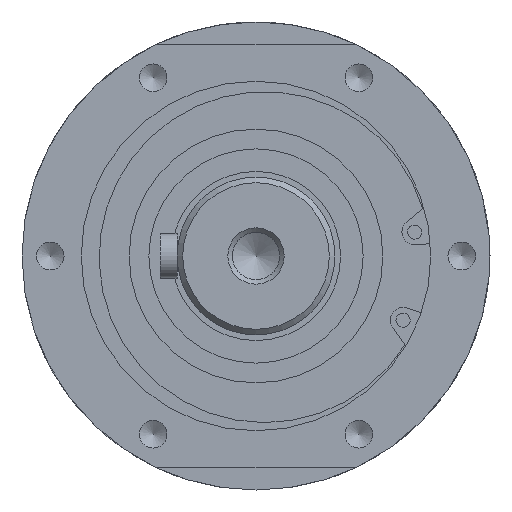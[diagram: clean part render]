
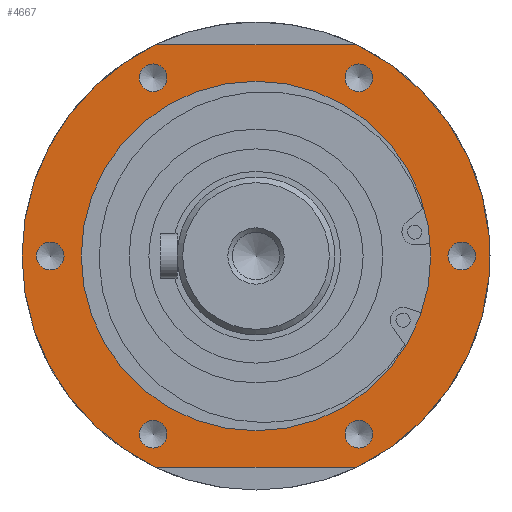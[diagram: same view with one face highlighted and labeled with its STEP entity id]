
A CAD part, left-side view. The second image highlights one B-rep face of the part: STEP entity #4667.
In plain terms, the highlighted planar face has unit normal (-1, 0, 0).
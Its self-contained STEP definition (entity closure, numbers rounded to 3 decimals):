
#1812=CARTESIAN_POINT('',(62.,17.776,37.5));
#1813=VERTEX_POINT('',#1812);
#1831=CARTESIAN_POINT('',(62.,-17.776,37.5));
#1832=VERTEX_POINT('',#1831);
#1839=CARTESIAN_POINT('',(62.,-17.776,-37.5));
#1840=VERTEX_POINT('',#1839);
#1841=CARTESIAN_POINT('',(62.,0.,0.0));
#1842=DIRECTION('',(1.0,0.0,0.0));
#1843=DIRECTION('',(0.0,1.0,0.0));
#1844=AXIS2_PLACEMENT_3D('',#1841,#1842,#1843);
#1845=CIRCLE('',#1844,41.5);
#1846=EDGE_CURVE('',#1832,#1840,#1845,.T.);
#1865=CARTESIAN_POINT('',(62.,17.776,-37.5));
#1866=VERTEX_POINT('',#1865);
#1873=CARTESIAN_POINT('',(62.,0.,0.0));
#1874=DIRECTION('',(1.0,0.0,0.0));
#1875=DIRECTION('',(0.0,1.0,0.0));
#1876=AXIS2_PLACEMENT_3D('',#1873,#1874,#1875);
#1877=CIRCLE('',#1876,41.5);
#1878=EDGE_CURVE('',#1866,#1813,#1877,.T.);
#1908=CARTESIAN_POINT('',(62.,20.379,-30.381));
#1909=VERTEX_POINT('',#1908);
#1910=CARTESIAN_POINT('',(62.,18.25,-31.61));
#1911=DIRECTION('',(1.0,0.,0.));
#1912=DIRECTION('',(0.,0.866,0.5));
#1913=AXIS2_PLACEMENT_3D('',#1910,#1911,#1912);
#1914=CIRCLE('',#1913,2.459);
#1915=EDGE_CURVE('',#1909,#1909,#1914,.T.);
#1945=CARTESIAN_POINT('',(62.,-16.121,-32.839));
#1946=VERTEX_POINT('',#1945);
#1947=CARTESIAN_POINT('',(62.,-18.25,-31.61));
#1948=DIRECTION('',(1.0,0.,0.));
#1949=DIRECTION('',(0.,0.866,-0.5));
#1950=AXIS2_PLACEMENT_3D('',#1947,#1948,#1949);
#1951=CIRCLE('',#1950,2.459);
#1952=EDGE_CURVE('',#1946,#1946,#1951,.T.);
#1982=CARTESIAN_POINT('',(62.,-36.5,-2.458));
#1983=VERTEX_POINT('',#1982);
#1984=CARTESIAN_POINT('',(62.,-36.5,0.));
#1985=DIRECTION('',(1.0,0.0,0.0));
#1986=DIRECTION('',(0.0,0.0,-1.0));
#1987=AXIS2_PLACEMENT_3D('',#1984,#1985,#1986);
#1988=CIRCLE('',#1987,2.459);
#1989=EDGE_CURVE('',#1983,#1983,#1988,.T.);
#2019=CARTESIAN_POINT('',(62.,-20.379,30.381));
#2020=VERTEX_POINT('',#2019);
#2021=CARTESIAN_POINT('',(62.,-18.25,31.61));
#2022=DIRECTION('',(1.0,0.,0.));
#2023=DIRECTION('',(0.,-0.866,-0.5));
#2024=AXIS2_PLACEMENT_3D('',#2021,#2022,#2023);
#2025=CIRCLE('',#2024,2.459);
#2026=EDGE_CURVE('',#2020,#2020,#2025,.T.);
#2056=CARTESIAN_POINT('',(62.,16.121,32.839));
#2057=VERTEX_POINT('',#2056);
#2058=CARTESIAN_POINT('',(62.,18.25,31.61));
#2059=DIRECTION('',(1.0,0.,0.));
#2060=DIRECTION('',(0.,-0.866,0.5));
#2061=AXIS2_PLACEMENT_3D('',#2058,#2059,#2060);
#2062=CIRCLE('',#2061,2.459);
#2063=EDGE_CURVE('',#2057,#2057,#2062,.T.);
#2093=CARTESIAN_POINT('',(62.,36.5,2.459));
#2094=VERTEX_POINT('',#2093);
#2095=CARTESIAN_POINT('',(62.,36.5,0.));
#2096=DIRECTION('',(1.0,0.0,0.0));
#2097=DIRECTION('',(0.0,0.0,1.0));
#2098=AXIS2_PLACEMENT_3D('',#2095,#2096,#2097);
#2099=CIRCLE('',#2098,2.459);
#2100=EDGE_CURVE('',#2094,#2094,#2099,.T.);
#2129=CARTESIAN_POINT('',(62.,-17.776,37.5));
#2130=DIRECTION('',(0.0,1.0,0.0));
#2131=VECTOR('',#2130,35.553);
#2132=LINE('',#2129,#2131);
#2133=EDGE_CURVE('',#1832,#1813,#2132,.T.);
#2161=CARTESIAN_POINT('',(62.,17.776,-37.5));
#2162=DIRECTION('',(0.0,-1.0,0.0));
#2163=VECTOR('',#2162,35.553);
#2164=LINE('',#2161,#2163);
#2165=EDGE_CURVE('',#1866,#1840,#2164,.T.);
#4620=CARTESIAN_POINT('',(62.,31.,0.0));
#4621=VERTEX_POINT('',#4620);
#4622=CARTESIAN_POINT('',(62.,0.,0.0));
#4623=DIRECTION('',(1.0,0.0,0.0));
#4624=DIRECTION('',(0.0,1.0,0.0));
#4625=AXIS2_PLACEMENT_3D('',#4622,#4623,#4624);
#4626=CIRCLE('',#4625,31.0);
#4627=EDGE_CURVE('',#4621,#4621,#4626,.T.);
#4635=CARTESIAN_POINT('',(62.,36.25,0.0));
#4636=DIRECTION('',(-1.0,0.0,0.0));
#4637=DIRECTION('',(0.0,0.0,1.0));
#4638=AXIS2_PLACEMENT_3D('',#4635,#4636,#4637);
#4639=PLANE('',#4638);
#4640=ORIENTED_EDGE('',*,*,#2133,.T.);
#4641=ORIENTED_EDGE('',*,*,#1878,.F.);
#4642=ORIENTED_EDGE('',*,*,#2165,.T.);
#4643=ORIENTED_EDGE('',*,*,#1846,.F.);
#4644=EDGE_LOOP('',(#4640,#4641,#4642,#4643));
#4645=FACE_OUTER_BOUND('',#4644,.T.);
#4646=ORIENTED_EDGE('',*,*,#1915,.T.);
#4647=EDGE_LOOP('',(#4646));
#4648=FACE_BOUND('',#4647,.T.);
#4649=ORIENTED_EDGE('',*,*,#1952,.T.);
#4650=EDGE_LOOP('',(#4649));
#4651=FACE_BOUND('',#4650,.T.);
#4652=ORIENTED_EDGE('',*,*,#1989,.T.);
#4653=EDGE_LOOP('',(#4652));
#4654=FACE_BOUND('',#4653,.T.);
#4655=ORIENTED_EDGE('',*,*,#2026,.T.);
#4656=EDGE_LOOP('',(#4655));
#4657=FACE_BOUND('',#4656,.T.);
#4658=ORIENTED_EDGE('',*,*,#2063,.T.);
#4659=EDGE_LOOP('',(#4658));
#4660=FACE_BOUND('',#4659,.T.);
#4661=ORIENTED_EDGE('',*,*,#2100,.T.);
#4662=EDGE_LOOP('',(#4661));
#4663=FACE_BOUND('',#4662,.T.);
#4664=ORIENTED_EDGE('',*,*,#4627,.T.);
#4665=EDGE_LOOP('',(#4664));
#4666=FACE_BOUND('',#4665,.T.);
#4667=ADVANCED_FACE('',(#4645,#4648,#4651,#4654,#4657,#4660,#4663,#4666),#4639,.T.);
